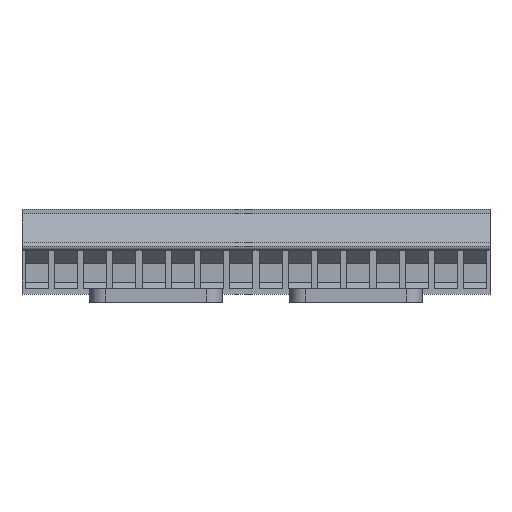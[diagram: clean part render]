
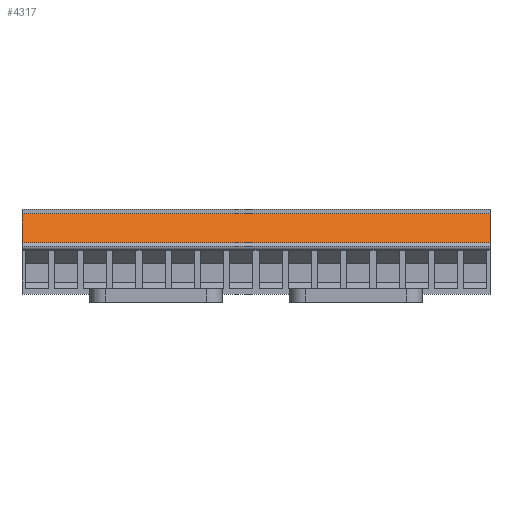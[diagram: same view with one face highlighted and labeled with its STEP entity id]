
A CAD part, top view. The second image highlights one B-rep face of the part: STEP entity #4317.
In plain terms, the highlighted planar face has unit normal (0, 0.359, 0.933).
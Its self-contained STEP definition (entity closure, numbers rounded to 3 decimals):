
#4304=AXIS2_PLACEMENT_3D('Plane Axis2P3D',#4301,#4302,#4303) ;
#4144=CARTESIAN_POINT('Vertex',(0.,7.83,14.85)) ;
#4147=CARTESIAN_POINT('Line Origine',(0.,9.715,14.125)) ;
#4151=CARTESIAN_POINT('Vertex',(0.,11.6,13.4)) ;
#4208=CARTESIAN_POINT('Vertex',(60.96,11.6,13.4)) ;
#4211=CARTESIAN_POINT('Line Origine',(60.96,9.715,14.125)) ;
#4215=CARTESIAN_POINT('Vertex',(60.96,7.83,14.85)) ;
#4289=CARTESIAN_POINT('Line Origine',(30.48,11.6,13.4)) ;
#4301=CARTESIAN_POINT('Axis2P3D Location',(0.,7.83,14.85)) ;
#4306=CARTESIAN_POINT('Line Origine',(30.48,7.83,14.85)) ;
#4148=DIRECTION('Vector Direction',(0.,0.933,-0.359)) ;
#4212=DIRECTION('Vector Direction',(0.,0.933,-0.359)) ;
#4290=DIRECTION('Vector Direction',(1.,0.,0.)) ;
#4302=DIRECTION('Axis2P3D Direction',(0.,-0.359,-0.933)) ;
#4303=DIRECTION('Axis2P3D XDirection',(0.,0.933,-0.359)) ;
#4307=DIRECTION('Vector Direction',(1.,0.,0.)) ;
#4149=VECTOR('Line Direction',#4148,1.) ;
#4213=VECTOR('Line Direction',#4212,1.) ;
#4291=VECTOR('Line Direction',#4290,1.) ;
#4308=VECTOR('Line Direction',#4307,1.) ;
#4312=ORIENTED_EDGE('',*,*,#4217,.T.) ;
#4313=ORIENTED_EDGE('',*,*,#4293,.F.) ;
#4314=ORIENTED_EDGE('',*,*,#4153,.T.) ;
#4315=ORIENTED_EDGE('',*,*,#4310,.T.) ;
#4317=ADVANCED_FACE('HOUSING',(#4316),#4305,.F.) ;
#4153=EDGE_CURVE('',#4152,#4145,#4150,.F.) ;
#4217=EDGE_CURVE('',#4216,#4209,#4214,.T.) ;
#4293=EDGE_CURVE('',#4152,#4209,#4292,.T.) ;
#4310=EDGE_CURVE('',#4145,#4216,#4309,.T.) ;
#4311=EDGE_LOOP('',(#4312,#4313,#4314,#4315)) ;
#4316=FACE_OUTER_BOUND('',#4311,.T.) ;
#4150=LINE('Line',#4147,#4149) ;
#4214=LINE('Line',#4211,#4213) ;
#4292=LINE('Line',#4289,#4291) ;
#4309=LINE('Line',#4306,#4308) ;
#4305=PLANE('',#4304) ;
#4145=VERTEX_POINT('',#4144) ;
#4152=VERTEX_POINT('',#4151) ;
#4209=VERTEX_POINT('',#4208) ;
#4216=VERTEX_POINT('',#4215) ;
